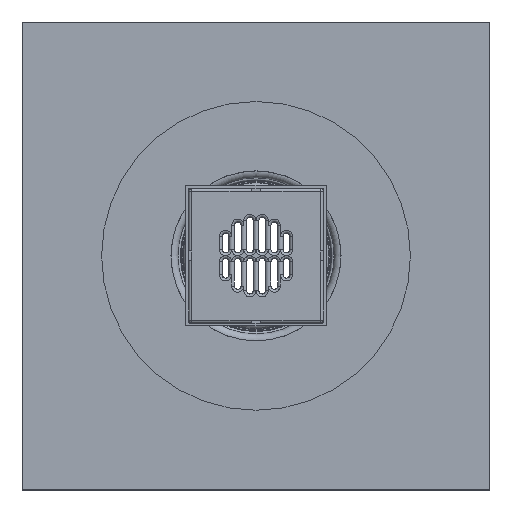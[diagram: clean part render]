
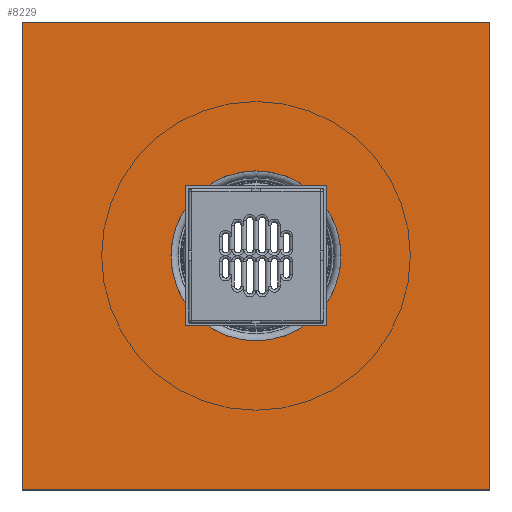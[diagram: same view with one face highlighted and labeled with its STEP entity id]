
A CAD part, top view. The second image highlights one B-rep face of the part: STEP entity #8229.
In plain terms, the highlighted planar face has unit normal (0, 0, 1).
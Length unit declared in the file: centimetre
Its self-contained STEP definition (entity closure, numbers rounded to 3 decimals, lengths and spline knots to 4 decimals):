
#545=FACE_BOUND('',#2274,.T.);
#947=CIRCLE('',#10398,90.8789);
#1620=FACE_OUTER_BOUND('',#2273,.T.);
#2273=EDGE_LOOP('',(#6239,#6240,#6241,#6242));
#2274=EDGE_LOOP('',(#6243));
#3049=VERTEX_POINT('',#16295);
#3050=VERTEX_POINT('',#16297);
#3052=VERTEX_POINT('',#16303);
#3055=VERTEX_POINT('',#16308);
#3057=VERTEX_POINT('',#16321);
#4144=EDGE_CURVE('',#3049,#3050,#8790,.T.);
#4150=EDGE_CURVE('',#3055,#3052,#8796,.T.);
#4151=EDGE_CURVE('',#3050,#3055,#8797,.T.);
#4154=EDGE_CURVE('',#3049,#3052,#8800,.T.);
#4156=EDGE_CURVE('',#3057,#3057,#947,.T.);
#6239=ORIENTED_EDGE('',*,*,#4154,.T.);
#6240=ORIENTED_EDGE('',*,*,#4150,.F.);
#6241=ORIENTED_EDGE('',*,*,#4151,.F.);
#6242=ORIENTED_EDGE('',*,*,#4144,.F.);
#6243=ORIENTED_EDGE('',*,*,#4156,.T.);
#7819=PLANE('',#10397);
#8229=ADVANCED_FACE('',(#1620,#545),#7819,.F.);
#8790=LINE('',#16298,#9359);
#8796=LINE('',#16310,#9365);
#8797=LINE('',#16312,#9366);
#8800=LINE('',#16316,#9369);
#9359=VECTOR('',#12662,1.);
#9365=VECTOR('',#12670,1.);
#9366=VECTOR('',#12673,1.);
#9369=VECTOR('',#12678,1.);
#10397=AXIS2_PLACEMENT_3D('',#16320,#12683,#12684);
#10398=AXIS2_PLACEMENT_3D('',#16322,#12685,#12686);
#12662=DIRECTION('',(1.,0.,0.));
#12670=DIRECTION('',(-1.,0.,0.));
#12673=DIRECTION('',(0.,-1.,0.));
#12678=DIRECTION('',(0.,-1.,0.));
#12683=DIRECTION('center_axis',(0.,0.,-1.));
#12684=DIRECTION('ref_axis',(0.,-1.,0.));
#12685=DIRECTION('center_axis',(0.,0.,-1.));
#12686=DIRECTION('ref_axis',(1.,0.,0.));
#16295=CARTESIAN_POINT('',(-250.,250.,379.2291));
#16297=CARTESIAN_POINT('',(250.,250.,379.2291));
#16298=CARTESIAN_POINT('',(0.,250.,379.2291));
#16303=CARTESIAN_POINT('',(-250.,-250.,379.2291));
#16308=CARTESIAN_POINT('',(250.,-250.,379.2291));
#16310=CARTESIAN_POINT('',(0.,-250.,379.2291));
#16312=CARTESIAN_POINT('',(250.,0.,379.2291));
#16316=CARTESIAN_POINT('',(-250.,0.,379.2291));
#16320=CARTESIAN_POINT('Origin',(0.,0.,
379.2291));
#16321=CARTESIAN_POINT('',(0.,-90.8789,379.2291));
#16322=CARTESIAN_POINT('Origin',(0.,0.,
379.2291));
